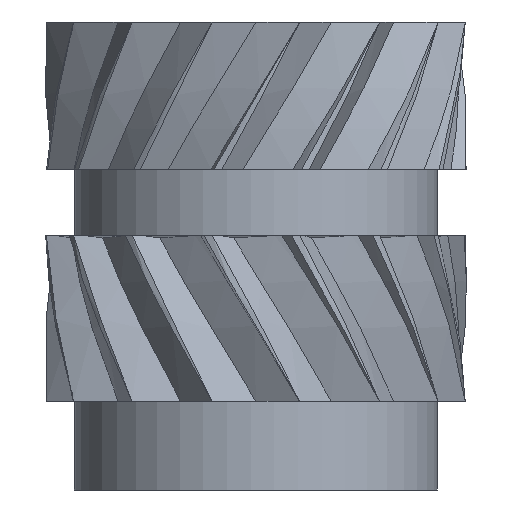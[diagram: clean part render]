
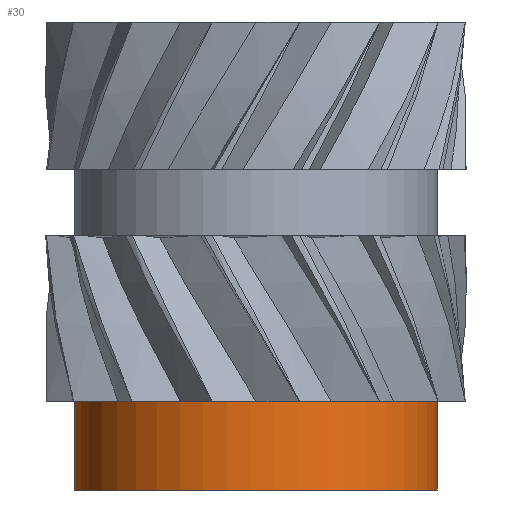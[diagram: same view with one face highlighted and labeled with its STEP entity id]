
A CAD part, front view. The second image highlights one B-rep face of the part: STEP entity #30.
In plain terms, the highlighted free-form (B-spline) face has degree [2, 1] with [9, 2] control points.
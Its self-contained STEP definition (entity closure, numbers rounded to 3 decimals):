
#30=ADVANCED_FACE('',(#200),#2665,.T.);
#200=FACE_OUTER_BOUND('',#370,.T.);
#370=EDGE_LOOP('',(#548,#549,#550,#551));
#548=ORIENTED_EDGE('',*,*,#1417,.T.);
#549=ORIENTED_EDGE('',*,*,#1418,.T.);
#550=ORIENTED_EDGE('',*,*,#1419,.F.);
#551=ORIENTED_EDGE('',*,*,#1418,.F.);
#1417=EDGE_CURVE('',#2286,#2286,#2200,.T.);
#1418=EDGE_CURVE('',#2286,#2287,#2201,.T.);
#1419=EDGE_CURVE('',#2287,#2287,#2202,.T.);
#2200=(
BOUNDED_CURVE()
B_SPLINE_CURVE(2,(#8360,#8361,#8362,#8363,#8364,#8365,#8366,#8367,#8368),
 .UNSPECIFIED.,.T.,.F.)
B_SPLINE_CURVE_WITH_KNOTS((3,2,2,2,3),(0.,2.435,4.869,
7.304,9.739),.UNSPECIFIED.)
CURVE()
GEOMETRIC_REPRESENTATION_ITEM()
RATIONAL_B_SPLINE_CURVE((1.,0.707,1.,0.707,1.,0.707,
1.,0.707,1.))
REPRESENTATION_ITEM('')
);
#2201=(
BOUNDED_CURVE()
B_SPLINE_CURVE(1,(#8369,#8370),.UNSPECIFIED.,.F.,.F.)
B_SPLINE_CURVE_WITH_KNOTS((2,2),(0.,0.76),.UNSPECIFIED.)
CURVE()
GEOMETRIC_REPRESENTATION_ITEM()
RATIONAL_B_SPLINE_CURVE((1.,1.))
REPRESENTATION_ITEM('')
);
#2202=(
BOUNDED_CURVE()
B_SPLINE_CURVE(2,(#8371,#8372,#8373,#8374,#8375,#8376,#8377,#8378,#8379),
 .UNSPECIFIED.,.T.,.F.)
B_SPLINE_CURVE_WITH_KNOTS((3,2,2,2,3),(0.,2.435,4.869,
7.304,9.739),.UNSPECIFIED.)
CURVE()
GEOMETRIC_REPRESENTATION_ITEM()
RATIONAL_B_SPLINE_CURVE((1.,0.707,1.,0.707,1.,0.707,
1.,0.707,1.))
REPRESENTATION_ITEM('')
);
#2286=VERTEX_POINT('',#8072);
#2287=VERTEX_POINT('',#8073);
#2665=(
BOUNDED_SURFACE()
B_SPLINE_SURFACE(2,1,((#2808,#2809),(#2810,#2811),(#2812,#2813),(#2814,
#2815),(#2816,#2817),(#2818,#2819),(#2820,#2821),(#2822,#2823),(#2824,#2825)),
 .UNSPECIFIED.,.T.,.F.,.F.)
B_SPLINE_SURFACE_WITH_KNOTS((3,2,2,2,3),(2,2),(0.,2.435,4.869,
7.304,9.739),(0.,0.76),.UNSPECIFIED.)
GEOMETRIC_REPRESENTATION_ITEM()
RATIONAL_B_SPLINE_SURFACE(((1.,1.),(0.707,0.707),
(1.,1.),(0.707,0.707),(1.,1.),(0.707,
0.707),(1.,1.),(0.707,0.707),(1.,1.)))
REPRESENTATION_ITEM('')
SURFACE()
);
#2808=CARTESIAN_POINT('',(1.55,0.,0.));
#2809=CARTESIAN_POINT('',(1.55,0.,0.76));
#2810=CARTESIAN_POINT('',(1.55,1.55,0.));
#2811=CARTESIAN_POINT('',(1.55,1.55,0.76));
#2812=CARTESIAN_POINT('',(0.,1.55,0.));
#2813=CARTESIAN_POINT('',(0.,1.55,0.76));
#2814=CARTESIAN_POINT('',(-1.55,1.55,0.));
#2815=CARTESIAN_POINT('',(-1.55,1.55,0.76));
#2816=CARTESIAN_POINT('',(-1.55,0.,0.));
#2817=CARTESIAN_POINT('',(-1.55,0.,0.76));
#2818=CARTESIAN_POINT('',(-1.55,-1.55,0.));
#2819=CARTESIAN_POINT('',(-1.55,-1.55,0.76));
#2820=CARTESIAN_POINT('',(0.,-1.55,0.));
#2821=CARTESIAN_POINT('',(0.,-1.55,0.76));
#2822=CARTESIAN_POINT('',(1.55,-1.55,0.));
#2823=CARTESIAN_POINT('',(1.55,-1.55,0.76));
#2824=CARTESIAN_POINT('',(1.55,0.,0.));
#2825=CARTESIAN_POINT('',(1.55,0.,0.76));
#8072=CARTESIAN_POINT('',(1.55,0.,0.));
#8073=CARTESIAN_POINT('',(1.55,0.,0.76));
#8360=CARTESIAN_POINT('',(1.55,0.,0.));
#8361=CARTESIAN_POINT('',(1.55,1.55,0.));
#8362=CARTESIAN_POINT('',(0.,1.55,0.));
#8363=CARTESIAN_POINT('',(-1.55,1.55,0.));
#8364=CARTESIAN_POINT('',(-1.55,0.,0.));
#8365=CARTESIAN_POINT('',(-1.55,-1.55,0.));
#8366=CARTESIAN_POINT('',(0.,-1.55,0.));
#8367=CARTESIAN_POINT('',(1.55,-1.55,0.));
#8368=CARTESIAN_POINT('',(1.55,0.,0.));
#8369=CARTESIAN_POINT('',(1.55,0.,0.));
#8370=CARTESIAN_POINT('',(1.55,0.,0.76));
#8371=CARTESIAN_POINT('',(1.55,0.,0.76));
#8372=CARTESIAN_POINT('',(1.55,1.55,0.76));
#8373=CARTESIAN_POINT('',(0.,1.55,0.76));
#8374=CARTESIAN_POINT('',(-1.55,1.55,0.76));
#8375=CARTESIAN_POINT('',(-1.55,0.,0.76));
#8376=CARTESIAN_POINT('',(-1.55,-1.55,0.76));
#8377=CARTESIAN_POINT('',(0.,-1.55,0.76));
#8378=CARTESIAN_POINT('',(1.55,-1.55,0.76));
#8379=CARTESIAN_POINT('',(1.55,0.,0.76));
